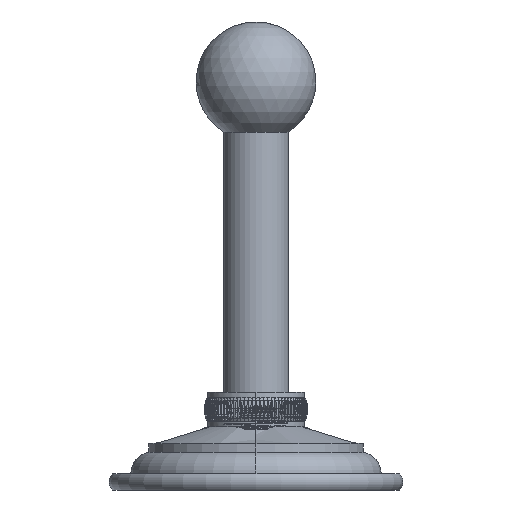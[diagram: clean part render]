
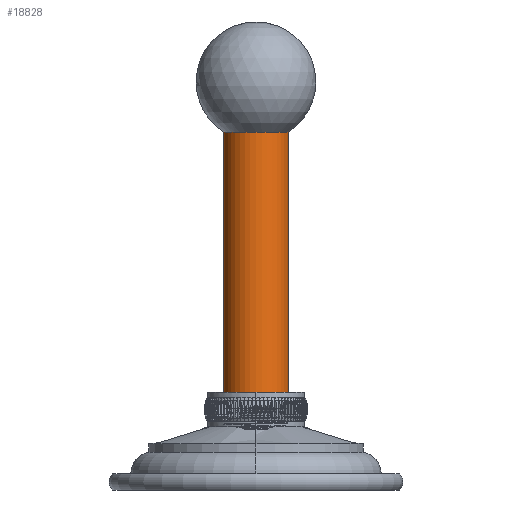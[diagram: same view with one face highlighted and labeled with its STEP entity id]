
A CAD part, left-side view. The second image highlights one B-rep face of the part: STEP entity #18828.
In plain terms, the highlighted cylindrical face has radius 6 mm (diameter 12 mm), a partial arc.
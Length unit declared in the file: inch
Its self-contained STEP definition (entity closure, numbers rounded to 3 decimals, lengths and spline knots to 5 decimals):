
#18384=DIRECTION('',(0.,0.,1.));
#18385=VECTOR('',#18384,1.96);
#18386=CARTESIAN_POINT('',(0.,0.23622,0.59202));
#18387=LINE('',#18386,#18385);
#18388=DIRECTION('',(0.,0.,1.));
#18389=VECTOR('',#18388,1.96);
#18390=CARTESIAN_POINT('',(0.,-0.23622,0.59202));
#18391=LINE('',#18390,#18389);
#18392=CARTESIAN_POINT('',(0.,0.,0.59202));
#18393=DIRECTION('',(0.,0.,1.));
#18394=DIRECTION('',(0.,1.,0.));
#18395=AXIS2_PLACEMENT_3D('',#18392,#18393,#18394);
#18407=CARTESIAN_POINT('',(0.,0.,2.55202));
#18408=DIRECTION('',(0.,0.,1.));
#18409=DIRECTION('',(0.,1.,0.));
#18410=AXIS2_PLACEMENT_3D('',#18407,#18408,#18409);
#18565=CARTESIAN_POINT('',(0.,0.23622,0.59202));
#18566=CARTESIAN_POINT('',(0.,0.23622,2.55202));
#18567=VERTEX_POINT('',#18565);
#18568=VERTEX_POINT('',#18566);
#18583=CARTESIAN_POINT('',(0.,-0.23622,0.59202));
#18584=CARTESIAN_POINT('',(0.,-0.23622,2.55202));
#18585=VERTEX_POINT('',#18583);
#18586=VERTEX_POINT('',#18584);
#18816=CARTESIAN_POINT('',(0.,0.,3.51531));
#18817=DIRECTION('',(0.,0.,-1.));
#18818=DIRECTION('',(0.,-1.,0.));
#18819=AXIS2_PLACEMENT_3D('',#18816,#18817,#18818);
#18820=CYLINDRICAL_SURFACE('',#18819,0.23622);
#18821=ORIENTED_EDGE('',*,*,#18806,.T.);
#18823=ORIENTED_EDGE('',*,*,#18822,.T.);
#18824=ORIENTED_EDGE('',*,*,#18809,.F.);
#18825=ORIENTED_EDGE('',*,*,#18792,.F.);
#18826=EDGE_LOOP('',(#18821,#18823,#18824,#18825));
#18827=FACE_OUTER_BOUND('',#18826,.F.);
#18828=ADVANCED_FACE('',(#18827),#18820,.T.);
#18396=CIRCLE('',#18395,0.23622);
#18411=CIRCLE('',#18410,0.23622);
#18792=EDGE_CURVE('',#18567,#18585,#18396,.T.);
#18806=EDGE_CURVE('',#18567,#18568,#18387,.T.);
#18809=EDGE_CURVE('',#18585,#18586,#18391,.T.);
#18822=EDGE_CURVE('',#18568,#18586,#18411,.T.);
